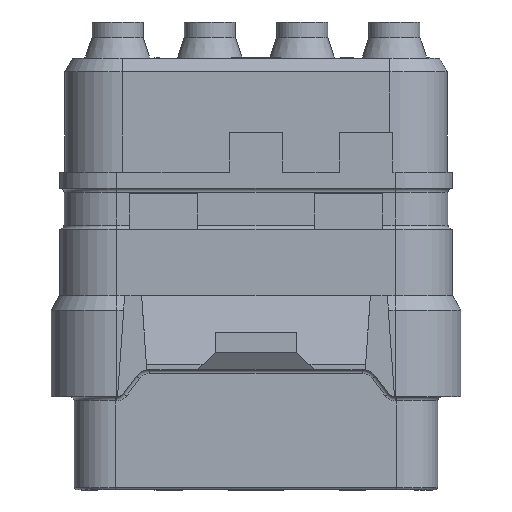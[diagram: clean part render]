
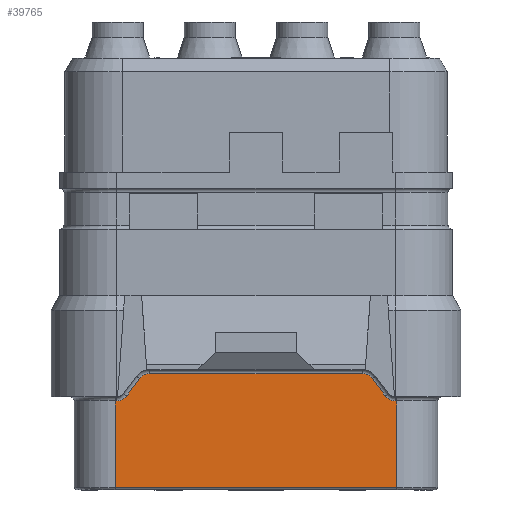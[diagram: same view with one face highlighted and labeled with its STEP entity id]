
A CAD part, front view. The second image highlights one B-rep face of the part: STEP entity #39765.
In plain terms, the highlighted planar face has unit normal (0, -1, 0).
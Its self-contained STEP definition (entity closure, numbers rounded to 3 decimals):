
#1567=DIRECTION('',(-0.6,0.,-0.8));
#1568=VECTOR('',#1567,0.8);
#1569=CARTESIAN_POINT('',(-4.26,-5.81,-7.56));
#1570=LINE('',#1569,#1568);
#1581=CARTESIAN_POINT('',(-3.9,-5.81,-7.83));
#1582=DIRECTION('',(0.,-1.,0.));
#1583=DIRECTION('',(0.,0.,1.));
#1584=AXIS2_PLACEMENT_3D('',#1581,#1582,#1583);
#1591=DIRECTION('',(-1.,0.,0.));
#1592=VECTOR('',#1591,7.8);
#1593=CARTESIAN_POINT('',(3.9,-5.81,-7.38));
#1594=LINE('',#1593,#1592);
#1605=CARTESIAN_POINT('',(3.9,-5.81,-7.83));
#1606=DIRECTION('',(0.,-1.,0.));
#1607=DIRECTION('',(0.8,0.,0.6));
#1608=AXIS2_PLACEMENT_3D('',#1605,#1606,#1607);
#1627=DIRECTION('',(-0.6,0.,0.8));
#1628=VECTOR('',#1627,0.8);
#1629=CARTESIAN_POINT('',(4.74,-5.81,-8.2));
#1630=LINE('',#1629,#1628);
#1641=CARTESIAN_POINT('',(5.1,-5.81,-7.93));
#1642=DIRECTION('',(0.,1.,0.));
#1643=DIRECTION('',(0.,0.,-1.));
#1644=AXIS2_PLACEMENT_3D('',#1641,#1642,#1643);
#1861=DIRECTION('',(-1.,0.,0.));
#1862=VECTOR('',#1861,0.06);
#1863=CARTESIAN_POINT('',(-5.1,-5.81,-8.38));
#1864=LINE('',#1863,#1862);
#1875=CARTESIAN_POINT('',(-5.1,-5.81,-7.93));
#1876=DIRECTION('',(0.,1.,0.));
#1877=DIRECTION('',(0.8,0.,-0.6));
#1878=AXIS2_PLACEMENT_3D('',#1875,#1876,#1877);
#1880=DIRECTION('',(0.,0.,-1.));
#1881=VECTOR('',#1880,3.16);
#1882=CARTESIAN_POINT('',(5.16,-5.81,-8.38));
#1883=LINE('',#1882,#1881);
#1893=DIRECTION('',(-1.,0.,0.));
#1894=VECTOR('',#1893,0.06);
#1895=CARTESIAN_POINT('',(5.16,-5.81,-8.38));
#1896=LINE('',#1895,#1894);
#1980=DIRECTION('',(0.,0.,-1.));
#1981=VECTOR('',#1980,3.16);
#1982=CARTESIAN_POINT('',(-5.16,-5.81,-8.38));
#1983=LINE('',#1982,#1981);
#22261=DIRECTION('',(-1.,0.,0.));
#22262=VECTOR('',#22261,10.32);
#22263=CARTESIAN_POINT('',(5.16,-5.81,-11.54));
#22264=LINE('',#22263,#22262);
#31189=CARTESIAN_POINT('',(5.16,-5.81,-11.54));
#31190=VERTEX_POINT('',#31189);
#31193=CARTESIAN_POINT('',(-5.16,-5.81,-11.54));
#31194=VERTEX_POINT('',#31193);
#31223=CARTESIAN_POINT('',(-5.16,-5.81,-8.38));
#31224=VERTEX_POINT('',#31223);
#31227=CARTESIAN_POINT('',(-5.1,-5.81,-8.38));
#31228=VERTEX_POINT('',#31227);
#31231=CARTESIAN_POINT('',(-4.74,-5.81,-8.2));
#31232=VERTEX_POINT('',#31231);
#31235=CARTESIAN_POINT('',(-4.26,-5.81,-7.56));
#31236=VERTEX_POINT('',#31235);
#31237=CARTESIAN_POINT('',(-3.9,-5.81,-7.38));
#31238=VERTEX_POINT('',#31237);
#31239=CARTESIAN_POINT('',(3.9,-5.81,-7.38));
#31240=VERTEX_POINT('',#31239);
#31241=CARTESIAN_POINT('',(4.26,-5.81,-7.56));
#31242=VERTEX_POINT('',#31241);
#31247=CARTESIAN_POINT('',(4.74,-5.81,-8.2));
#31248=VERTEX_POINT('',#31247);
#31251=CARTESIAN_POINT('',(5.1,-5.81,-8.38));
#31252=VERTEX_POINT('',#31251);
#31255=CARTESIAN_POINT('',(5.16,-5.81,-8.38));
#31256=VERTEX_POINT('',#31255);
#39742=CARTESIAN_POINT('',(5.16,-5.81,-8.23));
#39743=DIRECTION('',(0.,-1.,0.));
#39744=DIRECTION('',(-1.,0.,0.));
#39745=AXIS2_PLACEMENT_3D('',#39742,#39743,#39744);
#39746=PLANE('',#39745);
#39747=ORIENTED_EDGE('',*,*,#39723,.F.);
#39748=ORIENTED_EDGE('',*,*,#39736,.F.);
#39749=ORIENTED_EDGE('',*,*,#39284,.F.);
#39750=ORIENTED_EDGE('',*,*,#39300,.F.);
#39751=ORIENTED_EDGE('',*,*,#39326,.F.);
#39752=ORIENTED_EDGE('',*,*,#39341,.F.);
#39753=ORIENTED_EDGE('',*,*,#39382,.F.);
#39754=ORIENTED_EDGE('',*,*,#39397,.F.);
#39756=ORIENTED_EDGE('',*,*,#39755,.F.);
#39758=ORIENTED_EDGE('',*,*,#39757,.T.);
#39760=ORIENTED_EDGE('',*,*,#39759,.T.);
#39762=ORIENTED_EDGE('',*,*,#39761,.F.);
#39763=EDGE_LOOP('',(#39747,#39748,#39749,#39750,#39751,#39752,#39753,#39754,
#39756,#39758,#39760,#39762));
#39764=FACE_OUTER_BOUND('',#39763,.F.);
#39765=ADVANCED_FACE('',(#39764),#39746,.T.);
#1585=CIRCLE('',#1584,0.45);
#1609=CIRCLE('',#1608,0.45);
#1645=CIRCLE('',#1644,0.45);
#1879=CIRCLE('',#1878,0.45);
#39284=EDGE_CURVE('',#31236,#31232,#1570,.T.);
#39300=EDGE_CURVE('',#31238,#31236,#1585,.T.);
#39326=EDGE_CURVE('',#31240,#31238,#1594,.T.);
#39341=EDGE_CURVE('',#31242,#31240,#1609,.T.);
#39382=EDGE_CURVE('',#31248,#31242,#1630,.T.);
#39397=EDGE_CURVE('',#31252,#31248,#1645,.T.);
#39723=EDGE_CURVE('',#31228,#31224,#1864,.T.);
#39736=EDGE_CURVE('',#31232,#31228,#1879,.T.);
#39755=EDGE_CURVE('',#31256,#31252,#1896,.T.);
#39757=EDGE_CURVE('',#31256,#31190,#1883,.T.);
#39759=EDGE_CURVE('',#31190,#31194,#22264,.T.);
#39761=EDGE_CURVE('',#31224,#31194,#1983,.T.);
